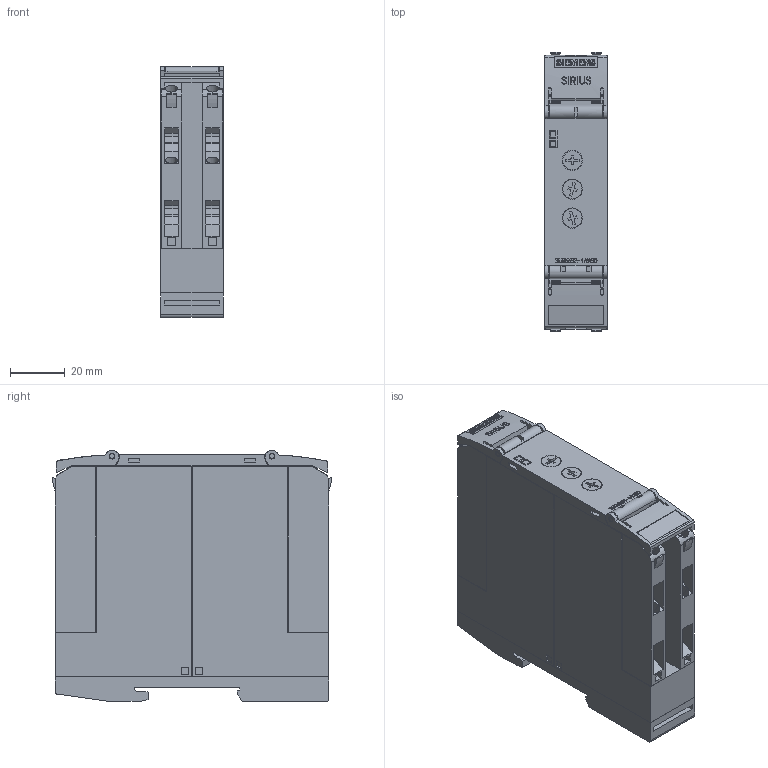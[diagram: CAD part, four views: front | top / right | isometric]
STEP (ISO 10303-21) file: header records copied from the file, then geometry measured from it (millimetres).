
FILE_DESCRIPTION(('STEP AP214'),'1');
FILE_NAME('cctmp_14F340BD-864D-46E2-B7C2-A27A61ECDDBB_2024_05_27_11_11_14_0649..stp','2024-05-27T09:11:15',('SIEMENS A&D'),('CADClick - www.CADClick.com'),'Spatial InterOp 3D',' ','unknown authorization');
FILE_SCHEMA(('AUTOMOTIVE_DESIGN'));
Length unit declared in the file: millimetre
Products named in the file (1): 3UG5532-1AW30
Bounding box: 22.8 x 101.9 x 91.6 mm (x, y, z)
Volume: 174264.7 mm3; surface area: 47624.8 mm2
Topology: 1 solids, 1 shells, 1593 faces, 4469 edges, 2968 vertices
Faces by surface type: plane 1302, cylinder 251, cone 24, torus 16
Entity records: 64562 total; most frequent: CARTESIAN_POINT 10135, ORIENTED_EDGE 8922, DIRECTION 8242, EDGE_CURVE 4461, LINE 3704, VECTOR 3704, VERTEX_POINT 2968, AXIS2_PLACEMENT_3D 2269
